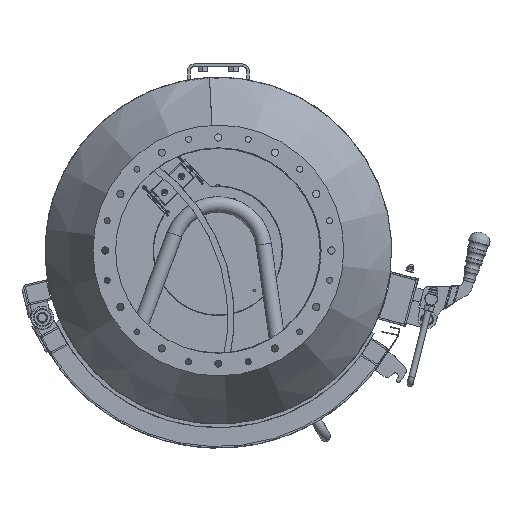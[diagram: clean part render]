
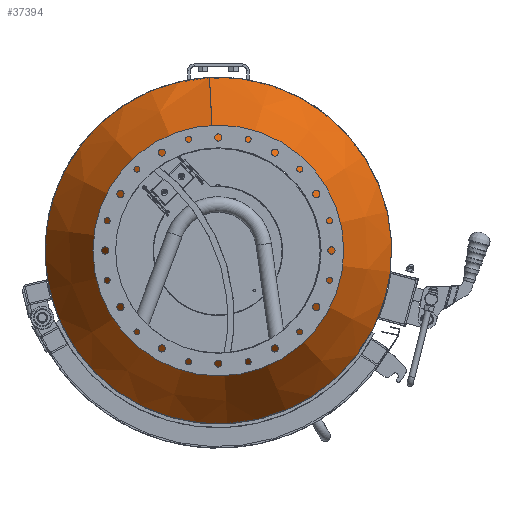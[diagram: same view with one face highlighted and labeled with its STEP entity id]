
A CAD part, front view. The second image highlights one B-rep face of the part: STEP entity #37394.
In plain terms, the highlighted conical face has half-angle 30 degrees and reference radius 270.672 mm.
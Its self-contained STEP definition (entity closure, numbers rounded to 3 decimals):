
#2145=LINE('',#79038,#4563);
#2146=LINE('',#79042,#4564);
#4563=VECTOR('',#45955,10.);
#4564=VECTOR('',#45958,10.);
#9679=FACE_OUTER_BOUND('',#12186,.T.);
#12186=EDGE_LOOP('',(#28030,#28031,#28032,#28033));
#14619=CIRCLE('',#40053,203.843);
#14620=CIRCLE('',#40054,337.5);
#17076=VERTEX_POINT('',#79036);
#17077=VERTEX_POINT('',#79037);
#17078=VERTEX_POINT('',#79039);
#17079=VERTEX_POINT('',#79041);
#21124=EDGE_CURVE('',#17076,#17077,#2145,.T.);
#21125=EDGE_CURVE('',#17077,#17078,#14619,.T.);
#21126=EDGE_CURVE('',#17078,#17079,#2146,.T.);
#21127=EDGE_CURVE('',#17076,#17079,#14620,.T.);
#28030=ORIENTED_EDGE('',*,*,#21124,.T.);
#28031=ORIENTED_EDGE('',*,*,#21125,.T.);
#28032=ORIENTED_EDGE('',*,*,#21126,.T.);
#28033=ORIENTED_EDGE('',*,*,#21127,.F.);
#34107=CONICAL_SURFACE('',#40052,270.672,30.);
#37394=ADVANCED_FACE('',(#9679),#34107,.T.);
#40052=AXIS2_PLACEMENT_3D('',#79035,#45953,#45954);
#40053=AXIS2_PLACEMENT_3D('',#79040,#45956,#45957);
#40054=AXIS2_PLACEMENT_3D('',#79043,#45959,#45960);
#45953=DIRECTION('center_axis',(0.,1.,0.));
#45954=DIRECTION('ref_axis',(-0.999,0.,-0.051));
#45955=DIRECTION('',(0.026,-0.866,-0.499));
#45956=DIRECTION('center_axis',(0.,1.,0.));
#45957=DIRECTION('ref_axis',(-0.999,0.,-0.051));
#45958=DIRECTION('',(-0.026,0.866,0.499));
#45959=DIRECTION('center_axis',(0.,1.,0.));
#45960=DIRECTION('ref_axis',(-0.999,0.,-0.051));
#79035=CARTESIAN_POINT('Origin',(0.,-523.25,0.));
#79036=CARTESIAN_POINT('',(-17.205,-407.5,337.061));
#79037=CARTESIAN_POINT('',(-10.372,-639.,203.579));
#79038=CARTESIAN_POINT('',(-13.788,-523.25,270.32));
#79039=CARTESIAN_POINT('',(-10.471,-639.,203.574));
#79040=CARTESIAN_POINT('Origin',(0.,-639.,0.));
#79041=CARTESIAN_POINT('',(-17.305,-407.5,337.056));
#79042=CARTESIAN_POINT('',(-13.888,-523.25,270.315));
#79043=CARTESIAN_POINT('Origin',(0.,-407.5,0.));
